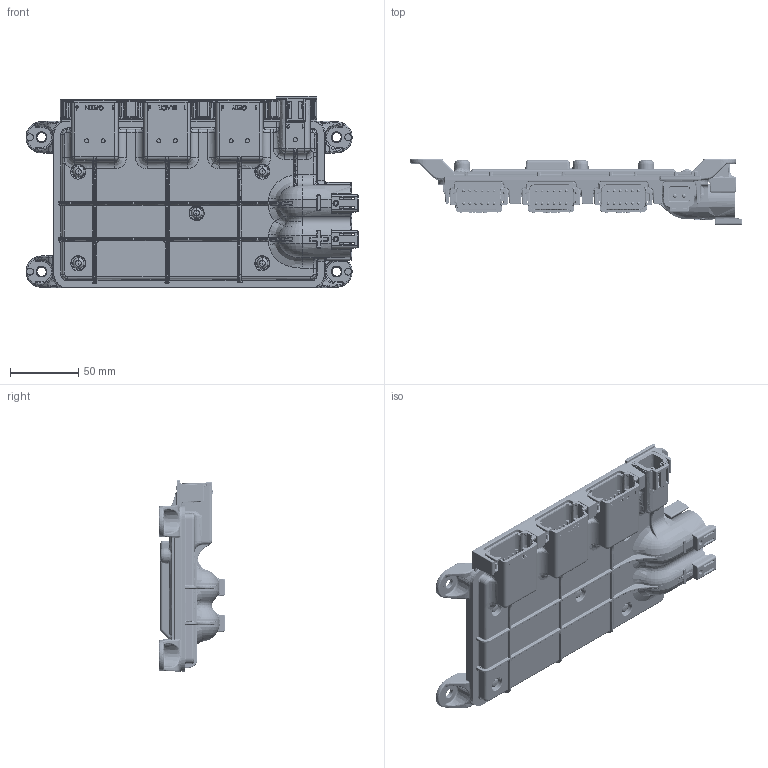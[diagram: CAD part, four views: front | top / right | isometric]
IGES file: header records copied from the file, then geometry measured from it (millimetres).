
Start section: SolidWorks IGES file using analytic representation for surfaces
Global section: file name: PDM-IGES.IGS; native system: SolidWorks 2016; preprocessor: SolidWorks 2016; author: jpruitt; date: 181030.103049; units: millimetre
Bounding box: 243.69 x 48.61 x 140.69 mm (x, y, z)
Volume: 524982 mm3; surface area: 115753 mm2
Topology: 1 solids, 1 shells, 4981 faces, 12624 edges, 7622 vertices
Faces by surface type: revolution 1959, plane 1663, bspline 1359
